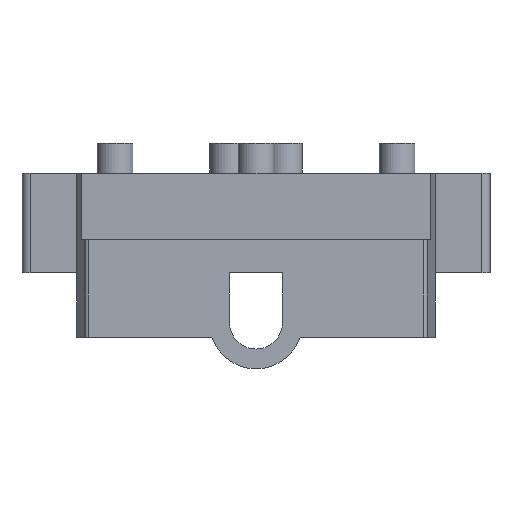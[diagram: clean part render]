
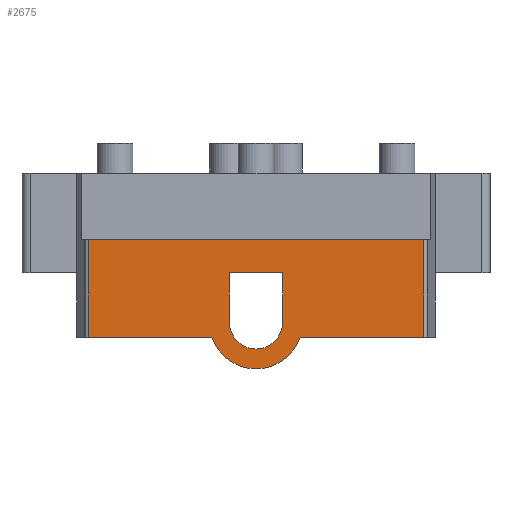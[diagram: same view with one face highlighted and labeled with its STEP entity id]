
A CAD part, front view. The second image highlights one B-rep face of the part: STEP entity #2675.
In plain terms, the highlighted planar face has unit normal (0, -1, 0).
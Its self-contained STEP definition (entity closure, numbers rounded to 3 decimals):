
#178=DIRECTION('',(1.,0.,0.));
#179=VECTOR('',#178,3.2);
#180=CARTESIAN_POINT('',(-1.6,-9.1,-3.));
#181=LINE('',#180,#179);
#588=DIRECTION('',(0.,0.,-1.));
#589=VECTOR('',#588,5.9);
#590=CARTESIAN_POINT('',(-10.116,-9.1,-1.));
#591=LINE('',#590,#589);
#597=DIRECTION('',(0.,0.,1.));
#598=VECTOR('',#597,3.);
#599=CARTESIAN_POINT('',(-1.6,-9.1,-6.));
#600=LINE('',#599,#598);
#601=CARTESIAN_POINT('',(0.,-9.1,-6.));
#602=DIRECTION('',(0.,1.,0.));
#603=DIRECTION('',(1.,0.,0.));
#604=AXIS2_PLACEMENT_3D('',#601,#602,#603);
#606=DIRECTION('',(0.,0.,-1.));
#607=VECTOR('',#606,3.);
#608=CARTESIAN_POINT('',(1.6,-9.1,-3.));
#609=LINE('',#608,#607);
#610=DIRECTION('',(1.,0.,0.));
#611=VECTOR('',#610,7.464);
#612=CARTESIAN_POINT('',(2.651,-9.1,-6.9));
#613=LINE('',#612,#611);
#614=CARTESIAN_POINT('',(0.,-9.1,-6.));
#615=DIRECTION('',(0.,-1.,0.));
#616=DIRECTION('',(-0.947,0.,-0.321));
#617=AXIS2_PLACEMENT_3D('',#614,#615,#616);
#619=DIRECTION('',(1.,0.,0.));
#620=VECTOR('',#619,7.464);
#621=CARTESIAN_POINT('',(-10.116,-9.1,-6.9));
#622=LINE('',#621,#620);
#623=DIRECTION('',(1.,0.,0.));
#624=VECTOR('',#623,20.231);
#625=CARTESIAN_POINT('',(-10.116,-9.1,-1.));
#626=LINE('',#625,#624);
#707=DIRECTION('',(0.,0.,1.));
#708=VECTOR('',#707,5.9);
#709=CARTESIAN_POINT('',(10.116,-9.1,-6.9));
#710=LINE('',#709,#708);
#1802=CARTESIAN_POINT('',(-10.116,-9.1,-1.));
#1803=VERTEX_POINT('',#1802);
#1804=CARTESIAN_POINT('',(10.116,-9.1,-1.));
#1805=VERTEX_POINT('',#1804);
#1850=CARTESIAN_POINT('',(1.6,-9.1,-6.));
#1851=CARTESIAN_POINT('',(-1.6,-9.1,-6.));
#1852=VERTEX_POINT('',#1850);
#1853=VERTEX_POINT('',#1851);
#1854=CARTESIAN_POINT('',(-2.651,-9.1,-6.9));
#1855=CARTESIAN_POINT('',(2.651,-9.1,-6.9));
#1856=VERTEX_POINT('',#1854);
#1857=VERTEX_POINT('',#1855);
#1878=CARTESIAN_POINT('',(1.6,-9.1,-3.));
#1879=VERTEX_POINT('',#1878);
#1880=CARTESIAN_POINT('',(-1.6,-9.1,-3.));
#1881=VERTEX_POINT('',#1880);
#2021=CARTESIAN_POINT('',(-10.116,-9.1,-6.9));
#2023=VERTEX_POINT('',#2021);
#2026=CARTESIAN_POINT('',(10.116,-9.1,-6.9));
#2027=VERTEX_POINT('',#2026);
#2649=CARTESIAN_POINT('',(-10.116,-9.1,-3.));
#2650=DIRECTION('',(0.,-1.,0.));
#2651=DIRECTION('',(1.,0.,0.));
#2652=AXIS2_PLACEMENT_3D('',#2649,#2650,#2651);
#2653=PLANE('',#2652);
#2655=ORIENTED_EDGE('',*,*,#2654,.F.);
#2657=ORIENTED_EDGE('',*,*,#2656,.F.);
#2659=ORIENTED_EDGE('',*,*,#2658,.F.);
#2661=ORIENTED_EDGE('',*,*,#2660,.F.);
#2662=ORIENTED_EDGE('',*,*,#2640,.F.);
#2663=ORIENTED_EDGE('',*,*,#2609,.T.);
#2664=EDGE_LOOP('',(#2655,#2657,#2659,#2661,#2662,#2663));
#2665=FACE_OUTER_BOUND('',#2664,.F.);
#2666=ORIENTED_EDGE('',*,*,#2195,.F.);
#2668=ORIENTED_EDGE('',*,*,#2667,.F.);
#2670=ORIENTED_EDGE('',*,*,#2669,.F.);
#2672=ORIENTED_EDGE('',*,*,#2671,.F.);
#2673=EDGE_LOOP('',(#2666,#2668,#2670,#2672));
#2674=FACE_BOUND('',#2673,.F.);
#605=CIRCLE('',#604,1.6);
#618=CIRCLE('',#617,2.8);
#2195=EDGE_CURVE('',#1881,#1879,#181,.T.);
#2609=EDGE_CURVE('',#1803,#1805,#626,.T.);
#2640=EDGE_CURVE('',#1803,#2023,#591,.T.);
#2654=EDGE_CURVE('',#2027,#1805,#710,.T.);
#2656=EDGE_CURVE('',#1857,#2027,#613,.T.);
#2658=EDGE_CURVE('',#1856,#1857,#618,.T.);
#2660=EDGE_CURVE('',#2023,#1856,#622,.T.);
#2667=EDGE_CURVE('',#1853,#1881,#600,.T.);
#2669=EDGE_CURVE('',#1852,#1853,#605,.T.);
#2671=EDGE_CURVE('',#1879,#1852,#609,.T.);
#2675=ADVANCED_FACE('',(#2665,#2674),#2653,.T.);
